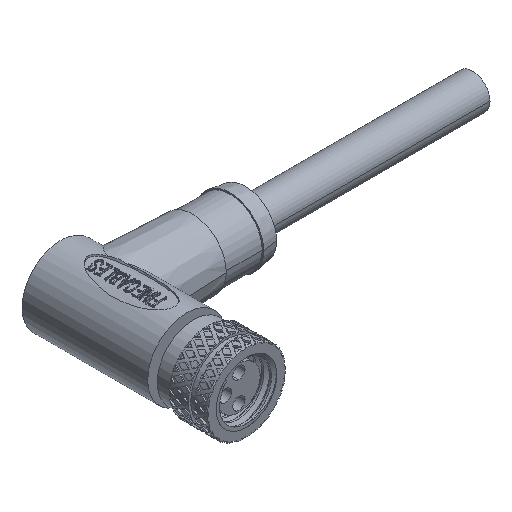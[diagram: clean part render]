
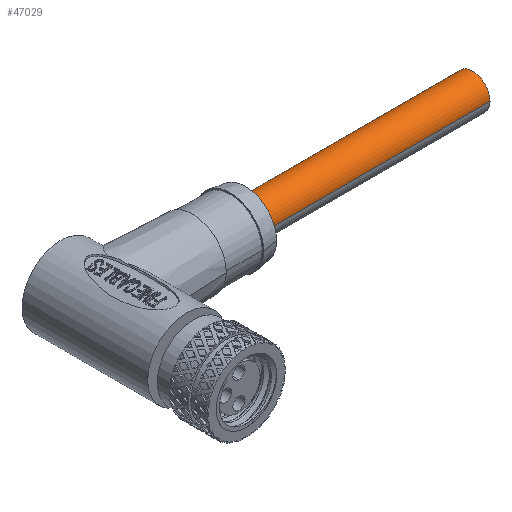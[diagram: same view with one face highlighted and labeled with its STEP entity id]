
A CAD part, isometric view. The second image highlights one B-rep face of the part: STEP entity #47029.
In plain terms, the highlighted cylindrical face has radius 2.3 mm (diameter 4.6 mm), a partial arc.
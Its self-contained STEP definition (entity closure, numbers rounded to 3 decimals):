
#398 = CARTESIAN_POINT ( 'NONE',  ( 19.35, 21.8, 0. ) ) ;
#1626 = ORIENTED_EDGE ( 'NONE', *, *, #4569, .T. ) ;
#3816 = VERTEX_POINT ( 'NONE', #60820 ) ;
#4201 = CIRCLE ( 'NONE', #45653, 2.3 ) ;
#4569 = EDGE_CURVE ( 'NONE', #3816, #42845, #23046, .T. ) ;
#6257 = EDGE_LOOP ( 'NONE', ( #84266, #18684, #1626, #51993 ) ) ;
#9281 = CARTESIAN_POINT ( 'NONE',  ( 49.35, 19.5, 0. ) ) ;
#10890 = CARTESIAN_POINT ( 'NONE',  ( 49.35, 21.8, 0. ) ) ;
#15786 = DIRECTION ( 'NONE',  ( 1., 0., 0. ) ) ;
#18684 = ORIENTED_EDGE ( 'NONE', *, *, #70122, .T. ) ;
#23046 = CIRCLE ( 'NONE', #66712, 2.3 ) ;
#25673 = DIRECTION ( 'NONE',  ( 1., 0., 0. ) ) ;
#27226 = LINE ( 'NONE', #86548, #45205 ) ;
#28595 = VECTOR ( 'NONE', #46048, 1000. ) ;
#31091 = DIRECTION ( 'NONE',  ( 1., 0., 0. ) ) ;
#36393 = CARTESIAN_POINT ( 'NONE',  ( 19.35, 17.2, 0. ) ) ;
#38026 = FACE_OUTER_BOUND ( 'NONE', #6257, .T. ) ;
#38244 = VERTEX_POINT ( 'NONE', #36393 ) ;
#39263 = CARTESIAN_POINT ( 'NONE',  ( 49.35, 17.2, 0. ) ) ;
#42845 = VERTEX_POINT ( 'NONE', #10890 ) ;
#44106 = AXIS2_PLACEMENT_3D ( 'NONE', #9281, #15786, #56495 ) ;
#45205 = VECTOR ( 'NONE', #25673, 1000. ) ;
#45653 = AXIS2_PLACEMENT_3D ( 'NONE', #71464, #31091, #78278 ) ;
#46048 = DIRECTION ( 'NONE',  ( 1., 0., 0. ) ) ;
#47029 = ADVANCED_FACE ( 'NONE', ( #38026 ), #71691, .T. ) ;
#50608 = EDGE_CURVE ( 'NONE', #74481, #42845, #27226, .T. ) ;
#51993 = ORIENTED_EDGE ( 'NONE', *, *, #50608, .F. ) ;
#56495 = DIRECTION ( 'NONE',  ( 0., 1., 0. ) ) ;
#60820 = CARTESIAN_POINT ( 'NONE',  ( 49.35, 17.2, 0. ) ) ;
#66712 = AXIS2_PLACEMENT_3D ( 'NONE', #70937, #70855, #70754 ) ;
#70122 = EDGE_CURVE ( 'NONE', #38244, #3816, #82364, .T. ) ;
#70754 = DIRECTION ( 'NONE',  ( 0., 1., 0. ) ) ;
#70855 = DIRECTION ( 'NONE',  ( -1., 0., 0. ) ) ;
#70937 = CARTESIAN_POINT ( 'NONE',  ( 49.35, 19.5, 0. ) ) ;
#71464 = CARTESIAN_POINT ( 'NONE',  ( 19.35, 19.5, 0. ) ) ;
#71691 = CYLINDRICAL_SURFACE ( 'NONE', #44106, 2.3 ) ;
#74481 = VERTEX_POINT ( 'NONE', #398 ) ;
#77882 = EDGE_CURVE ( 'NONE', #74481, #38244, #4201, .T. ) ;
#78278 = DIRECTION ( 'NONE',  ( 0., 1., 0. ) ) ;
#82364 = LINE ( 'NONE', #39263, #28595 ) ;
#84266 = ORIENTED_EDGE ( 'NONE', *, *, #77882, .T. ) ;
#86548 = CARTESIAN_POINT ( 'NONE',  ( 49.35, 21.8, 0. ) ) ;
